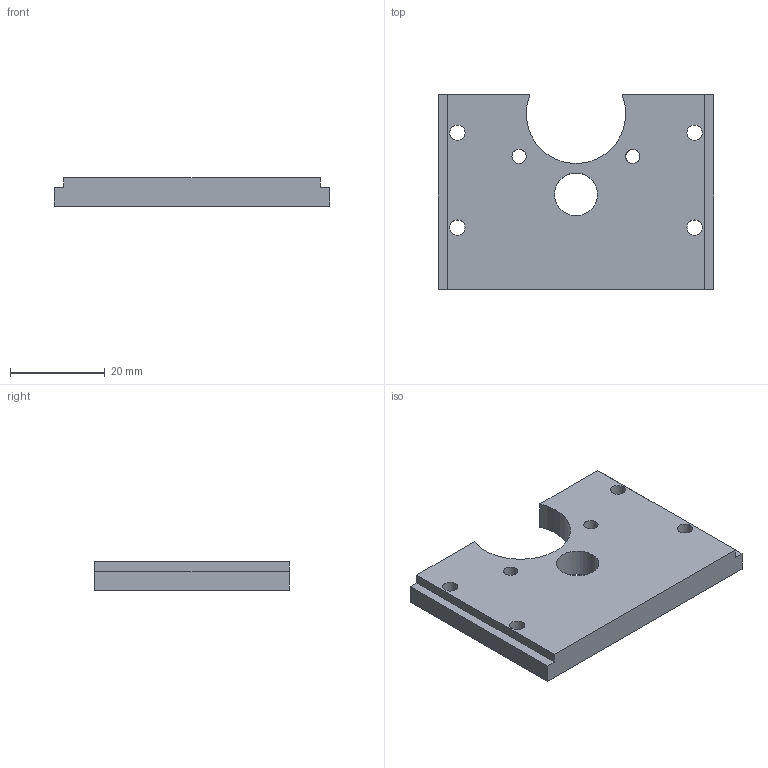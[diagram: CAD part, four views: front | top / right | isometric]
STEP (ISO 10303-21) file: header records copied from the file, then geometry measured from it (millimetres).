
FILE_DESCRIPTION(/* description */ (''),/* implementation_level */ '2;1');
FILE_NAME(/* name */ '78765199-2416-4698-bfea-f86d643ca328.stp',/* time_stamp */ '2025-12-19T03:25:37Z',/* author */ (''),/* organization */ (''),/* preprocessor_version */ 'ST-DEVELOPER v20.1',/* originating_system */ 'Autodesk Translation Framework v14.24.0.0',/* authorisation */ '');
FILE_SCHEMA (('AUTOMOTIVE_DESIGN { 1 0 10303 214 3 1 1 }'));
Length unit declared in the file: millimetre
Products named in the file (1): SP_BodyMountR1
Bounding box: 58 x 41 x 6 mm (x, y, z)
Volume: 11749.7 mm3; surface area: 5852.5 mm2
Topology: 1 solids, 1 shells, 19 faces, 53 edges, 36 vertices
Faces by surface type: plane 11, cylinder 7, torus 1
Full cylindrical faces by diameter (mm): 3 x1, 3.2 x4, 9 x1
Entity records: 809 total; most frequent: CARTESIAN_POINT 247, ORIENTED_EDGE 106, DIRECTION 104, EDGE_CURVE 53, VERTEX_POINT 36, AXIS2_PLACEMENT_3D 35, LINE 34, VECTOR 34
